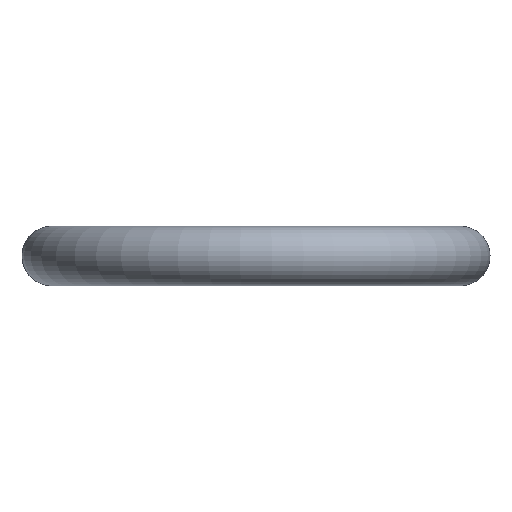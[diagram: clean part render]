
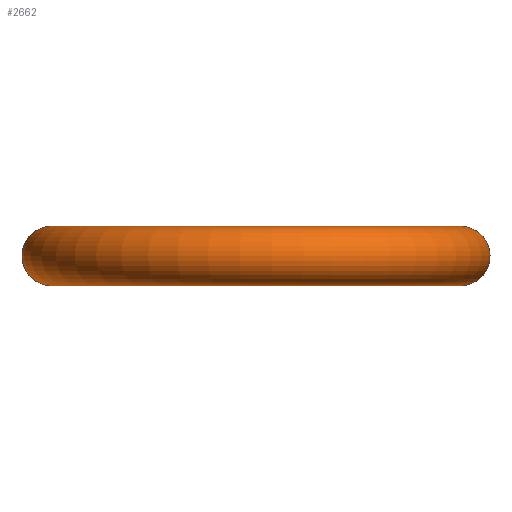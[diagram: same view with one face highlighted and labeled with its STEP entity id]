
A CAD part, front view. The second image highlights one B-rep face of the part: STEP entity #2662.
In plain terms, the highlighted toroidal (fillet/blend) face has major radius 48 mm and minor radius 7 mm.
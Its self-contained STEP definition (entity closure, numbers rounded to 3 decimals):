
#10 = TOROIDAL_SURFACE ( 'NONE', #9720, 48., 7. ) ;
#845 = VERTEX_POINT ( 'NONE', #4938 ) ;
#944 = DIRECTION ( 'NONE',  ( 0., 0., -1. ) ) ;
#1369 = DIRECTION ( 'NONE',  ( 1., 0., 0. ) ) ;
#2379 = AXIS2_PLACEMENT_3D ( 'NONE', #9881, #4929, #4861 ) ;
#2569 = AXIS2_PLACEMENT_3D ( 'NONE', #3497, #4968, #944 ) ;
#2662 = ADVANCED_FACE ( 'NONE', ( #7894, #8012 ), #10, .T. ) ;
#2796 = EDGE_CURVE ( 'NONE', #845, #845, #4750, .T. ) ;
#3137 = EDGE_LOOP ( 'NONE', ( #5354 ) ) ;
#3497 = CARTESIAN_POINT ( 'NONE',  ( 48., 55., 0. ) ) ;
#4520 = EDGE_LOOP ( 'NONE', ( #4587 ) ) ;
#4587 = ORIENTED_EDGE ( 'NONE', *, *, #7537, .T. ) ;
#4750 = CIRCLE ( 'NONE', #2569, 7. ) ;
#4766 = DIRECTION ( 'NONE',  ( 0., 0., 1. ) ) ;
#4861 = DIRECTION ( 'NONE',  ( 0., 0., -1. ) ) ;
#4929 = DIRECTION ( 'NONE',  ( 0., -1., 0. ) ) ;
#4938 = CARTESIAN_POINT ( 'NONE',  ( 48., 55., -7. ) ) ;
#4968 = DIRECTION ( 'NONE',  ( 0., 1., 0. ) ) ;
#5354 = ORIENTED_EDGE ( 'NONE', *, *, #2796, .F. ) ;
#6893 = VERTEX_POINT ( 'NONE', #9921 ) ;
#7537 = EDGE_CURVE ( 'NONE', #6893, #6893, #10209, .T. ) ;
#7894 = FACE_OUTER_BOUND ( 'NONE', #4520, .T. ) ;
#8012 = FACE_OUTER_BOUND ( 'NONE', #3137, .T. ) ;
#9706 = CARTESIAN_POINT ( 'NONE',  ( 0., 55., 0. ) ) ;
#9720 = AXIS2_PLACEMENT_3D ( 'NONE', #9706, #4766, #1369 ) ;
#9881 = CARTESIAN_POINT ( 'NONE',  ( -48., 55., 0. ) ) ;
#9921 = CARTESIAN_POINT ( 'NONE',  ( -48., 55., -7. ) ) ;
#10209 = CIRCLE ( 'NONE', #2379, 7. ) ;
